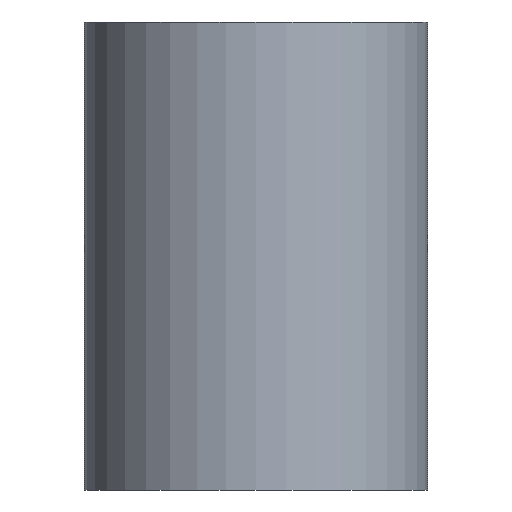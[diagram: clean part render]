
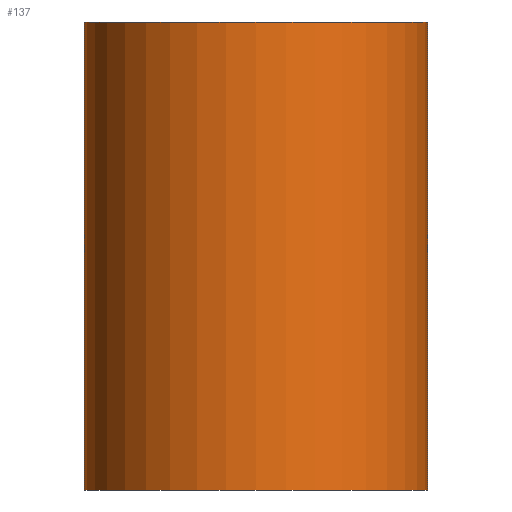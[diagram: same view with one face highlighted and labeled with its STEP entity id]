
A CAD part, front view. The second image highlights one B-rep face of the part: STEP entity #137.
In plain terms, the highlighted cylindrical face has radius 1.65 mm (diameter 3.3 mm), a full revolution.
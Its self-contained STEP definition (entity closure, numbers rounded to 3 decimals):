
#28=ORIENTED_EDGE('',*,*,#40,.T.);
#29=ORIENTED_EDGE('',*,*,#39,.F.);
#39=EDGE_CURVE('',#45,#45,#52,.T.);
#40=EDGE_CURVE('',#46,#46,#53,.T.);
#45=VERTEX_POINT('',#196);
#46=VERTEX_POINT('',#199);
#52=CIRCLE('',#151,1.65);
#53=CIRCLE('',#153,1.65);
#59=EDGE_LOOP('',(#28));
#60=EDGE_LOOP('',(#29));
#71=FACE_BOUND('',#59,.T.);
#72=FACE_BOUND('',#60,.T.);
#82=CYLINDRICAL_SURFACE('',#152,1.65);
#137=ADVANCED_FACE('',(#71,#72),#82,.T.);
#151=AXIS2_PLACEMENT_3D('',#195,#170,#171);
#152=AXIS2_PLACEMENT_3D('',#197,#172,#173);
#153=AXIS2_PLACEMENT_3D('',#198,#174,#175);
#170=DIRECTION('',(0.,0.,-1.));
#171=DIRECTION('',(-1.,0.,0.));
#172=DIRECTION('',(0.,0.,-1.));
#173=DIRECTION('',(-1.,0.,0.));
#174=DIRECTION('',(0.,0.,-1.));
#175=DIRECTION('',(-1.,0.,0.));
#195=CARTESIAN_POINT('',(0.,0.,0.));
#196=CARTESIAN_POINT('',(-1.65,0.,0.));
#197=CARTESIAN_POINT('',(0.,0.,4.));
#198=CARTESIAN_POINT('',(0.,0.,4.5));
#199=CARTESIAN_POINT('',(-1.65,0.,4.5));
